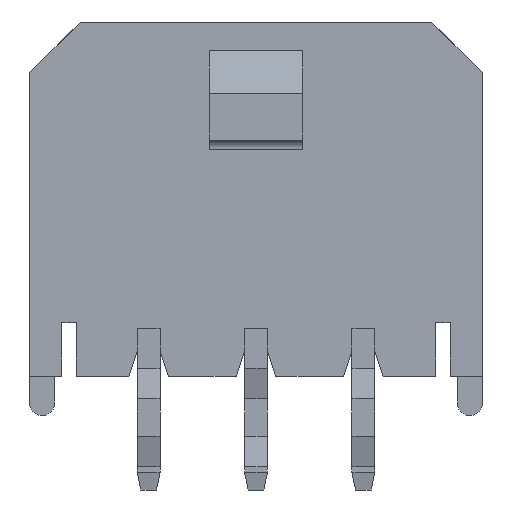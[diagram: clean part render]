
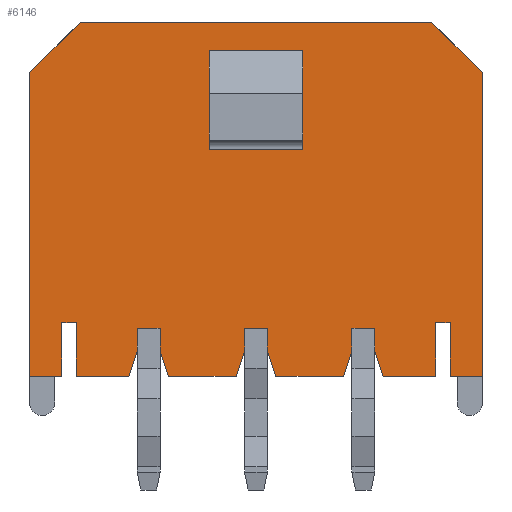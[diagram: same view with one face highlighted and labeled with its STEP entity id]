
A CAD part, front view. The second image highlights one B-rep face of the part: STEP entity #6146.
In plain terms, the highlighted face is planar.
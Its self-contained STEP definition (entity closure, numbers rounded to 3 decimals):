
#750=ORIENTED_EDGE('',*,*,#1397,.T.);
#751=ORIENTED_EDGE('',*,*,#1389,.T.);
#752=ORIENTED_EDGE('',*,*,#1345,.T.);
#753=ORIENTED_EDGE('',*,*,#1415,.T.);
#754=ORIENTED_EDGE('',*,*,#1322,.T.);
#755=ORIENTED_EDGE('',*,*,#1350,.T.);
#756=ORIENTED_EDGE('',*,*,#1328,.T.);
#757=ORIENTED_EDGE('',*,*,#1421,.T.);
#758=ORIENTED_EDGE('',*,*,#1722,.T.);
#759=ORIENTED_EDGE('',*,*,#1724,.T.);
#760=ORIENTED_EDGE('',*,*,#1523,.T.);
#761=ORIENTED_EDGE('',*,*,#1513,.T.);
#762=ORIENTED_EDGE('',*,*,#1509,.T.);
#763=ORIENTED_EDGE('',*,*,#1500,.T.);
#764=ORIENTED_EDGE('',*,*,#1568,.T.);
#765=ORIENTED_EDGE('',*,*,#1680,.F.);
#766=ORIENTED_EDGE('',*,*,#1693,.F.);
#767=ORIENTED_EDGE('',*,*,#1741,.F.);
#768=ORIENTED_EDGE('',*,*,#1697,.T.);
#769=ORIENTED_EDGE('',*,*,#1742,.F.);
#770=ORIENTED_EDGE('',*,*,#1743,.F.);
#771=ORIENTED_EDGE('',*,*,#1744,.F.);
#772=ORIENTED_EDGE('',*,*,#1740,.T.);
#773=ORIENTED_EDGE('',*,*,#1737,.T.);
#774=ORIENTED_EDGE('',*,*,#1736,.T.);
#775=ORIENTED_EDGE('',*,*,#1733,.T.);
#776=ORIENTED_EDGE('',*,*,#1732,.T.);
#777=ORIENTED_EDGE('',*,*,#1729,.T.);
#778=ORIENTED_EDGE('',*,*,#1725,.T.);
#779=ORIENTED_EDGE('',*,*,#1386,.T.);
#780=ORIENTED_EDGE('',*,*,#1705,.T.);
#781=ORIENTED_EDGE('',*,*,#1598,.T.);
#782=ORIENTED_EDGE('',*,*,#1454,.T.);
#783=ORIENTED_EDGE('',*,*,#1463,.T.);
#784=ORIENTED_EDGE('',*,*,#1464,.F.);
#785=ORIENTED_EDGE('',*,*,#1453,.F.);
#1322=EDGE_CURVE('',#1964,#1963,#2371,.T.);
#1328=EDGE_CURVE('',#1970,#1969,#2377,.T.);
#1345=EDGE_CURVE('',#1986,#1987,#2394,.T.);
#1350=EDGE_CURVE('',#1963,#1970,#2399,.T.);
#1386=EDGE_CURVE('',#2020,#2019,#2435,.T.);
#1389=EDGE_CURVE('',#2022,#1986,#2438,.T.);
#1397=EDGE_CURVE('',#2028,#2022,#2446,.T.);
#1415=EDGE_CURVE('',#1987,#1964,#2464,.T.);
#1421=EDGE_CURVE('',#1969,#2043,#2470,.T.);
#1453=EDGE_CURVE('',#2064,#2063,#2500,.T.);
#1454=EDGE_CURVE('',#2064,#2065,#2501,.T.);
#1463=EDGE_CURVE('',#2065,#2072,#2509,.T.);
#1464=EDGE_CURVE('',#2063,#2072,#2510,.T.);
#1500=EDGE_CURVE('',#2106,#2105,#2546,.T.);
#1509=EDGE_CURVE('',#2110,#2106,#2555,.T.);
#1513=EDGE_CURVE('',#2112,#2110,#2559,.T.);
#1523=EDGE_CURVE('',#2122,#2112,#2569,.T.);
#1568=EDGE_CURVE('',#2105,#2150,#2613,.T.);
#1598=EDGE_CURVE('',#2165,#2028,#2643,.T.);
#1680=EDGE_CURVE('',#2214,#2150,#2725,.T.);
#1693=EDGE_CURVE('',#2219,#2214,#2738,.T.);
#1697=EDGE_CURVE('',#2221,#2223,#2742,.T.);
#1705=EDGE_CURVE('',#2019,#2165,#2750,.T.);
#1722=EDGE_CURVE('',#2043,#2238,#2767,.T.);
#1724=EDGE_CURVE('',#2238,#2122,#2769,.T.);
#1725=EDGE_CURVE('',#2239,#2020,#2770,.T.);
#1729=EDGE_CURVE('',#2241,#2239,#2774,.T.);
#1732=EDGE_CURVE('',#2242,#2241,#2777,.T.);
#1733=EDGE_CURVE('',#2243,#2242,#2778,.T.);
#1736=EDGE_CURVE('',#2244,#2243,#2781,.T.);
#1737=EDGE_CURVE('',#2245,#2244,#2782,.T.);
#1740=EDGE_CURVE('',#2246,#2245,#2785,.T.);
#1741=EDGE_CURVE('',#2221,#2219,#2786,.T.);
#1742=EDGE_CURVE('',#2247,#2223,#2787,.T.);
#1743=EDGE_CURVE('',#2248,#2247,#2788,.T.);
#1744=EDGE_CURVE('',#2246,#2248,#2789,.T.);
#1963=VERTEX_POINT('',#7637);
#1964=VERTEX_POINT('',#7639);
#1969=VERTEX_POINT('',#7650);
#1970=VERTEX_POINT('',#7652);
#1986=VERTEX_POINT('',#7689);
#1987=VERTEX_POINT('',#7690);
#2019=VERTEX_POINT('',#7774);
#2020=VERTEX_POINT('',#7776);
#2022=VERTEX_POINT('',#7782);
#2028=VERTEX_POINT('',#7798);
#2043=VERTEX_POINT('',#7844);
#2063=VERTEX_POINT('',#7906);
#2064=VERTEX_POINT('',#7908);
#2065=VERTEX_POINT('',#7912);
#2072=VERTEX_POINT('',#7929);
#2105=VERTEX_POINT('',#8009);
#2106=VERTEX_POINT('',#8011);
#2110=VERTEX_POINT('',#8027);
#2112=VERTEX_POINT('',#8032);
#2122=VERTEX_POINT('',#8056);
#2150=VERTEX_POINT('',#8145);
#2165=VERTEX_POINT('',#8200);
#2214=VERTEX_POINT('',#8357);
#2219=VERTEX_POINT('',#8380);
#2221=VERTEX_POINT('',#8385);
#2223=VERTEX_POINT('',#8389);
#2238=VERTEX_POINT('',#8438);
#2239=VERTEX_POINT('',#8444);
#2241=VERTEX_POINT('',#8451);
#2242=VERTEX_POINT('',#8455);
#2243=VERTEX_POINT('',#8459);
#2244=VERTEX_POINT('',#8463);
#2245=VERTEX_POINT('',#8467);
#2246=VERTEX_POINT('',#8471);
#2247=VERTEX_POINT('',#8476);
#2248=VERTEX_POINT('',#8478);
#2371=LINE('',#7638,#3006);
#2377=LINE('',#7651,#3012);
#2394=LINE('',#7688,#3029);
#2399=LINE('',#7698,#3034);
#2435=LINE('',#7775,#3070);
#2438=LINE('',#7781,#3073);
#2446=LINE('',#7797,#3081);
#2464=LINE('',#7833,#3099);
#2470=LINE('',#7845,#3105);
#2500=LINE('',#7909,#3135);
#2501=LINE('',#7911,#3136);
#2509=LINE('',#7930,#3144);
#2510=LINE('',#7932,#3145);
#2546=LINE('',#8010,#3181);
#2555=LINE('',#8026,#3190);
#2559=LINE('',#8034,#3194);
#2569=LINE('',#8055,#3204);
#2613=LINE('',#8144,#3248);
#2643=LINE('',#8202,#3278);
#2725=LINE('',#8358,#3360);
#2738=LINE('',#8381,#3373);
#2742=LINE('',#8390,#3377);
#2750=LINE('',#8406,#3385);
#2767=LINE('',#8437,#3402);
#2769=LINE('',#8441,#3404);
#2770=LINE('',#8443,#3405);
#2774=LINE('',#8450,#3409);
#2777=LINE('',#8456,#3412);
#2778=LINE('',#8458,#3413);
#2781=LINE('',#8464,#3416);
#2782=LINE('',#8466,#3417);
#2785=LINE('',#8472,#3420);
#2786=LINE('',#8474,#3421);
#2787=LINE('',#8475,#3422);
#2788=LINE('',#8477,#3423);
#2789=LINE('',#8479,#3424);
#3006=VECTOR('',#6510,1000.);
#3012=VECTOR('',#6518,1000.);
#3029=VECTOR('',#6543,1000.);
#3034=VECTOR('',#6550,1000.);
#3070=VECTOR('',#6608,1000.);
#3073=VECTOR('',#6613,1000.);
#3081=VECTOR('',#6625,1000.);
#3099=VECTOR('',#6655,1000.);
#3105=VECTOR('',#6665,1000.);
#3135=VECTOR('',#6721,1000.);
#3136=VECTOR('',#6724,1000.);
#3144=VECTOR('',#6738,1000.);
#3145=VECTOR('',#6741,1000.);
#3181=VECTOR('',#6795,1000.);
#3190=VECTOR('',#6810,1000.);
#3194=VECTOR('',#6816,1000.);
#3204=VECTOR('',#6830,1000.);
#3248=VECTOR('',#6908,1000.);
#3278=VECTOR('',#6962,1000.);
#3360=VECTOR('',#7094,1000.);
#3373=VECTOR('',#7117,1000.);
#3377=VECTOR('',#7123,1000.);
#3385=VECTOR('',#7137,1000.);
#3402=VECTOR('',#7164,1000.);
#3404=VECTOR('',#7168,1000.);
#3405=VECTOR('',#7171,1000.);
#3409=VECTOR('',#7177,1000.);
#3412=VECTOR('',#7182,1000.);
#3413=VECTOR('',#7185,1000.);
#3416=VECTOR('',#7190,1000.);
#3417=VECTOR('',#7193,1000.);
#3420=VECTOR('',#7198,1000.);
#3421=VECTOR('',#7201,1000.);
#3422=VECTOR('',#7202,1000.);
#3423=VECTOR('',#7203,1000.);
#3424=VECTOR('',#7204,1000.);
#3774=EDGE_LOOP('',(#750,#751,#752,#753,#754,#755,#756,#757,#758,#759,#760,
#761,#762,#763,#764,#765,#766,#767,#768,#769,#770,#771,#772,#773,#774,#775,
#776,#777,#778,#779,#780,#781));
#3775=EDGE_LOOP('',(#782,#783,#784,#785));
#4019=FACE_BOUND('',#3774,.T.);
#4020=FACE_BOUND('',#3775,.T.);
#4257=PLANE('',#6393);
#6146=ADVANCED_FACE('',(#4019,#4020),#4257,.T.);
#6393=AXIS2_PLACEMENT_3D('',#8473,#7199,#7200);
#6510=DIRECTION('',(0.,-1.,0.));
#6518=DIRECTION('',(0.,1.,0.));
#6543=DIRECTION('',(-1.,0.,0.));
#6550=DIRECTION('',(-1.,0.,0.));
#6608=DIRECTION('',(-0.312,-0.95,0.));
#6613=DIRECTION('',(-0.312,0.95,0.));
#6625=DIRECTION('',(0.,1.,0.));
#6655=DIRECTION('',(-0.312,-0.95,0.));
#6665=DIRECTION('',(-0.312,0.95,0.));
#6721=DIRECTION('',(-1.,0.,0.));
#6724=DIRECTION('',(0.,-1.,0.));
#6738=DIRECTION('',(-1.,0.,0.));
#6741=DIRECTION('',(0.,-1.,0.));
#6795=DIRECTION('',(-0.312,0.95,0.));
#6810=DIRECTION('',(0.,1.,0.));
#6816=DIRECTION('',(-1.,0.,0.));
#6830=DIRECTION('',(0.,-1.,0.));
#6908=DIRECTION('',(-1.,0.,0.));
#6962=DIRECTION('',(-1.,0.,0.));
#7094=DIRECTION('',(0.,1.,0.));
#7117=DIRECTION('',(1.,0.,0.));
#7123=DIRECTION('',(-1.,0.,0.));
#7137=DIRECTION('',(0.,-1.,0.));
#7164=DIRECTION('',(-1.,0.,0.));
#7168=DIRECTION('',(-0.312,-0.95,0.));
#7171=DIRECTION('',(-1.,0.,0.));
#7177=DIRECTION('',(0.,1.,0.));
#7182=DIRECTION('',(-1.,0.,0.));
#7185=DIRECTION('',(0.,-1.,0.));
#7190=DIRECTION('',(-1.,0.,0.));
#7193=DIRECTION('',(0.,1.,0.));
#7198=DIRECTION('',(0.707,0.707,0.));
#7199=DIRECTION('',(0.,0.,1.));
#7200=DIRECTION('',(0.,-1.,0.));
#7201=DIRECTION('',(0.,-1.,0.));
#7202=DIRECTION('',(0.,1.,0.));
#7203=DIRECTION('',(-0.707,0.707,0.));
#7204=DIRECTION('',(-1.,0.,0.));
#7637=CARTESIAN_POINT('',(0.32,3.61,2.185));
#7638=CARTESIAN_POINT('',(0.32,4.25,2.185));
#7639=CARTESIAN_POINT('',(0.32,4.25,2.185));
#7650=CARTESIAN_POINT('',(-0.32,4.25,2.185));
#7651=CARTESIAN_POINT('',(-0.32,3.61,2.185));
#7652=CARTESIAN_POINT('',(-0.32,3.61,2.185));
#7688=CARTESIAN_POINT('',(6.325,4.95,2.185));
#7689=CARTESIAN_POINT('',(2.45,4.95,2.185));
#7690=CARTESIAN_POINT('',(0.55,4.95,2.185));
#7698=CARTESIAN_POINT('',(0.32,3.61,2.185));
#7774=CARTESIAN_POINT('',(3.32,4.25,2.185));
#7775=CARTESIAN_POINT('',(3.32,4.25,2.185));
#7776=CARTESIAN_POINT('',(3.55,4.95,2.185));
#7781=CARTESIAN_POINT('',(2.68,4.25,2.185));
#7782=CARTESIAN_POINT('',(2.68,4.25,2.185));
#7797=CARTESIAN_POINT('',(2.68,3.61,2.185));
#7798=CARTESIAN_POINT('',(2.68,3.61,2.185));
#7833=CARTESIAN_POINT('',(0.55,4.95,2.185));
#7844=CARTESIAN_POINT('',(-0.55,4.95,2.185));
#7845=CARTESIAN_POINT('',(-0.32,4.25,2.185));
#7906=CARTESIAN_POINT('',(-1.3,-1.4,2.185));
#7908=CARTESIAN_POINT('',(1.3,-1.4,2.185));
#7909=CARTESIAN_POINT('',(1.3,-1.4,2.185));
#7911=CARTESIAN_POINT('',(1.3,-4.15,2.185));
#7912=CARTESIAN_POINT('',(1.3,-4.15,2.185));
#7929=CARTESIAN_POINT('',(-1.3,-4.15,2.185));
#7930=CARTESIAN_POINT('',(1.3,-4.15,2.185));
#7932=CARTESIAN_POINT('',(-1.3,-4.15,2.185));
#8009=CARTESIAN_POINT('',(-3.55,4.95,2.185));
#8010=CARTESIAN_POINT('',(-3.32,4.25,2.185));
#8011=CARTESIAN_POINT('',(-3.32,4.25,2.185));
#8026=CARTESIAN_POINT('',(-3.32,3.61,2.185));
#8027=CARTESIAN_POINT('',(-3.32,3.61,2.185));
#8032=CARTESIAN_POINT('',(-2.68,3.61,2.185));
#8034=CARTESIAN_POINT('',(-2.68,3.61,2.185));
#8055=CARTESIAN_POINT('',(-2.68,4.25,2.185));
#8056=CARTESIAN_POINT('',(-2.68,4.25,2.185));
#8144=CARTESIAN_POINT('',(6.325,4.95,2.185));
#8145=CARTESIAN_POINT('',(-5.025,4.95,2.185));
#8200=CARTESIAN_POINT('',(3.32,3.61,2.185));
#8202=CARTESIAN_POINT('',(3.32,3.61,2.185));
#8357=CARTESIAN_POINT('',(-5.025,3.45,2.185));
#8358=CARTESIAN_POINT('',(-5.025,3.45,2.185));
#8380=CARTESIAN_POINT('',(-5.425,3.45,2.185));
#8381=CARTESIAN_POINT('',(-5.425,3.45,2.185));
#8385=CARTESIAN_POINT('',(-5.425,4.95,2.185));
#8389=CARTESIAN_POINT('',(-6.325,4.95,2.185));
#8390=CARTESIAN_POINT('',(6.325,4.95,2.185));
#8406=CARTESIAN_POINT('',(3.32,4.25,2.185));
#8437=CARTESIAN_POINT('',(6.325,4.95,2.185));
#8438=CARTESIAN_POINT('',(-2.45,4.95,2.185));
#8441=CARTESIAN_POINT('',(-2.68,4.25,2.185));
#8443=CARTESIAN_POINT('',(6.325,4.95,2.185));
#8444=CARTESIAN_POINT('',(5.025,4.95,2.185));
#8450=CARTESIAN_POINT('',(5.025,3.45,2.185));
#8451=CARTESIAN_POINT('',(5.025,3.45,2.185));
#8455=CARTESIAN_POINT('',(5.425,3.45,2.185));
#8456=CARTESIAN_POINT('',(5.425,3.45,2.185));
#8458=CARTESIAN_POINT('',(5.425,4.95,2.185));
#8459=CARTESIAN_POINT('',(5.425,4.95,2.185));
#8463=CARTESIAN_POINT('',(6.325,4.95,2.185));
#8464=CARTESIAN_POINT('',(6.325,4.95,2.185));
#8466=CARTESIAN_POINT('',(6.325,-4.95,2.185));
#8467=CARTESIAN_POINT('',(6.325,-3.536,2.185));
#8471=CARTESIAN_POINT('',(4.911,-4.95,2.185));
#8472=CARTESIAN_POINT('',(4.911,-4.95,2.185));
#8473=CARTESIAN_POINT('',(6.325,-4.95,2.185));
#8474=CARTESIAN_POINT('',(-5.425,4.95,2.185));
#8475=CARTESIAN_POINT('',(-6.325,-4.95,2.185));
#8476=CARTESIAN_POINT('',(-6.325,-3.536,2.185));
#8477=CARTESIAN_POINT('',(-4.911,-4.95,2.185));
#8478=CARTESIAN_POINT('',(-4.911,-4.95,2.185));
#8479=CARTESIAN_POINT('',(6.325,-4.95,2.185));
